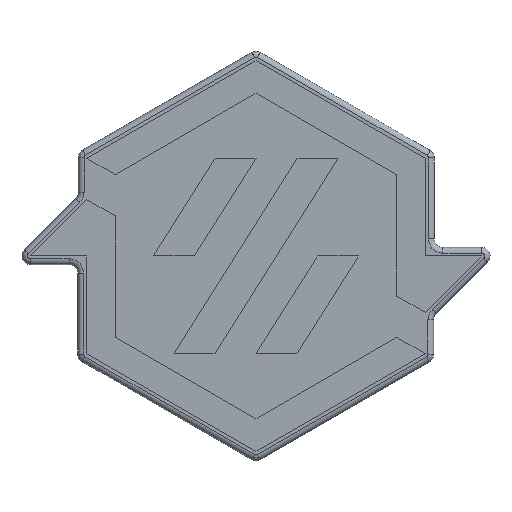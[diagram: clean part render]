
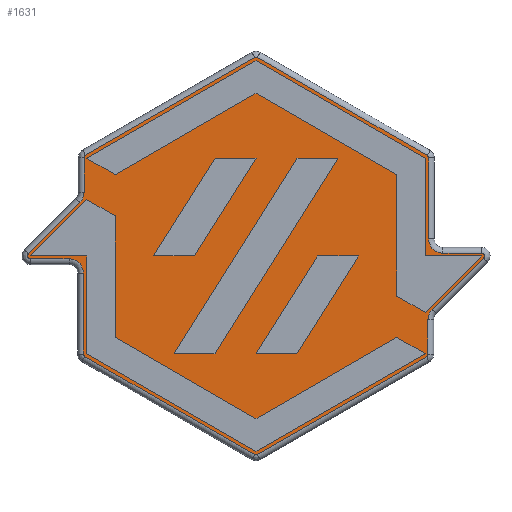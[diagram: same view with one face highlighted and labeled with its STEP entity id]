
A CAD part, front view. The second image highlights one B-rep face of the part: STEP entity #1631.
In plain terms, the highlighted planar face has unit normal (0, -1, 0).
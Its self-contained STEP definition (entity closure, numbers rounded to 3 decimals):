
#37=PLANE('',#1800);
#98=LINE('',#2409,#260);
#100=LINE('',#2429,#262);
#102=LINE('',#2441,#264);
#104=LINE('',#2467,#266);
#106=LINE('',#2479,#268);
#108=LINE('',#2499,#270);
#110=LINE('',#2519,#272);
#112=LINE('',#2539,#274);
#114=LINE('',#2551,#276);
#116=LINE('',#2577,#278);
#118=LINE('',#2589,#280);
#119=LINE('',#2605,#281);
#260=VECTOR('',#1901,10.);
#262=VECTOR('',#1913,10.);
#264=VECTOR('',#1927,10.);
#266=VECTOR('',#1939,10.);
#268=VECTOR('',#1953,10.);
#270=VECTOR('',#1965,10.);
#272=VECTOR('',#1977,10.);
#274=VECTOR('',#1989,10.);
#276=VECTOR('',#2003,10.);
#278=VECTOR('',#2015,10.);
#280=VECTOR('',#2029,10.);
#281=VECTOR('',#2038,10.);
#487=FACE_OUTER_BOUND('',#591,.T.);
#591=EDGE_LOOP('',(#1263,#1264,#1265,#1266,#1267,#1268,#1269,#1270,#1271,
#1272,#1273,#1274,#1275,#1276,#1277,#1278,#1279,#1280,#1281,#1282,#1283,
#1284,#1285,#1286));
#666=CIRCLE('',#1719,1.);
#672=CIRCLE('',#1726,1.);
#676=CIRCLE('',#1732,5.);
#680=CIRCLE('',#1737,1.);
#684=CIRCLE('',#1743,5.);
#688=CIRCLE('',#1748,1.);
#692=CIRCLE('',#1753,1.);
#696=CIRCLE('',#1758,1.);
#700=CIRCLE('',#1764,5.);
#704=CIRCLE('',#1769,1.);
#708=CIRCLE('',#1775,5.);
#712=CIRCLE('',#1780,1.);
#738=VERTEX_POINT('',#2397);
#739=VERTEX_POINT('',#2399);
#741=VERTEX_POINT('',#2405);
#743=VERTEX_POINT('',#2419);
#745=VERTEX_POINT('',#2425);
#747=VERTEX_POINT('',#2431);
#749=VERTEX_POINT('',#2437);
#751=VERTEX_POINT('',#2457);
#753=VERTEX_POINT('',#2463);
#755=VERTEX_POINT('',#2469);
#757=VERTEX_POINT('',#2475);
#759=VERTEX_POINT('',#2489);
#761=VERTEX_POINT('',#2495);
#763=VERTEX_POINT('',#2509);
#765=VERTEX_POINT('',#2515);
#767=VERTEX_POINT('',#2529);
#769=VERTEX_POINT('',#2535);
#771=VERTEX_POINT('',#2541);
#773=VERTEX_POINT('',#2547);
#775=VERTEX_POINT('',#2567);
#777=VERTEX_POINT('',#2573);
#779=VERTEX_POINT('',#2579);
#781=VERTEX_POINT('',#2585);
#783=VERTEX_POINT('',#2599);
#886=EDGE_CURVE('',#738,#739,#666,.T.);
#891=EDGE_CURVE('',#739,#741,#98,.T.);
#894=EDGE_CURVE('',#741,#743,#672,.T.);
#897=EDGE_CURVE('',#743,#745,#100,.T.);
#900=EDGE_CURVE('',#745,#747,#676,.T.);
#903=EDGE_CURVE('',#747,#749,#102,.T.);
#906=EDGE_CURVE('',#749,#751,#680,.T.);
#909=EDGE_CURVE('',#751,#753,#104,.T.);
#912=EDGE_CURVE('',#753,#755,#684,.T.);
#915=EDGE_CURVE('',#755,#757,#106,.T.);
#918=EDGE_CURVE('',#757,#759,#688,.T.);
#921=EDGE_CURVE('',#759,#761,#108,.T.);
#924=EDGE_CURVE('',#761,#763,#692,.T.);
#927=EDGE_CURVE('',#763,#765,#110,.T.);
#930=EDGE_CURVE('',#765,#767,#696,.T.);
#933=EDGE_CURVE('',#767,#769,#112,.T.);
#936=EDGE_CURVE('',#769,#771,#700,.T.);
#939=EDGE_CURVE('',#771,#773,#114,.T.);
#942=EDGE_CURVE('',#773,#775,#704,.T.);
#945=EDGE_CURVE('',#775,#777,#116,.T.);
#948=EDGE_CURVE('',#777,#779,#708,.T.);
#951=EDGE_CURVE('',#779,#781,#118,.T.);
#954=EDGE_CURVE('',#781,#783,#712,.T.);
#955=EDGE_CURVE('',#783,#738,#119,.T.);
#1263=ORIENTED_EDGE('',*,*,#886,.F.);
#1264=ORIENTED_EDGE('',*,*,#955,.F.);
#1265=ORIENTED_EDGE('',*,*,#954,.F.);
#1266=ORIENTED_EDGE('',*,*,#951,.F.);
#1267=ORIENTED_EDGE('',*,*,#948,.F.);
#1268=ORIENTED_EDGE('',*,*,#945,.F.);
#1269=ORIENTED_EDGE('',*,*,#942,.F.);
#1270=ORIENTED_EDGE('',*,*,#939,.F.);
#1271=ORIENTED_EDGE('',*,*,#936,.F.);
#1272=ORIENTED_EDGE('',*,*,#933,.F.);
#1273=ORIENTED_EDGE('',*,*,#930,.F.);
#1274=ORIENTED_EDGE('',*,*,#927,.F.);
#1275=ORIENTED_EDGE('',*,*,#924,.F.);
#1276=ORIENTED_EDGE('',*,*,#921,.F.);
#1277=ORIENTED_EDGE('',*,*,#918,.F.);
#1278=ORIENTED_EDGE('',*,*,#915,.F.);
#1279=ORIENTED_EDGE('',*,*,#912,.F.);
#1280=ORIENTED_EDGE('',*,*,#909,.F.);
#1281=ORIENTED_EDGE('',*,*,#906,.F.);
#1282=ORIENTED_EDGE('',*,*,#903,.F.);
#1283=ORIENTED_EDGE('',*,*,#900,.F.);
#1284=ORIENTED_EDGE('',*,*,#897,.F.);
#1285=ORIENTED_EDGE('',*,*,#894,.F.);
#1286=ORIENTED_EDGE('',*,*,#891,.F.);
#1631=ADVANCED_FACE('',(#487),#37,.T.);
#1719=AXIS2_PLACEMENT_3D('',#2400,#1890,#1891);
#1726=AXIS2_PLACEMENT_3D('',#2423,#1906,#1907);
#1732=AXIS2_PLACEMENT_3D('',#2435,#1920,#1921);
#1737=AXIS2_PLACEMENT_3D('',#2461,#1932,#1933);
#1743=AXIS2_PLACEMENT_3D('',#2473,#1946,#1947);
#1748=AXIS2_PLACEMENT_3D('',#2493,#1958,#1959);
#1753=AXIS2_PLACEMENT_3D('',#2513,#1970,#1971);
#1758=AXIS2_PLACEMENT_3D('',#2533,#1982,#1983);
#1764=AXIS2_PLACEMENT_3D('',#2545,#1996,#1997);
#1769=AXIS2_PLACEMENT_3D('',#2571,#2008,#2009);
#1775=AXIS2_PLACEMENT_3D('',#2583,#2022,#2023);
#1780=AXIS2_PLACEMENT_3D('',#2603,#2034,#2035);
#1800=AXIS2_PLACEMENT_3D('',#2657,#2095,#2096);
#1890=DIRECTION('center_axis',(0.,1.,0.));
#1891=DIRECTION('ref_axis',(0.,0.,1.));
#1901=DIRECTION('',(0.866,0.,-0.5));
#1906=DIRECTION('center_axis',(0.,1.,0.));
#1907=DIRECTION('ref_axis',(0.866,0.,0.5));
#1913=DIRECTION('',(0.,0.,-1.));
#1920=DIRECTION('center_axis',(0.,-1.,0.));
#1921=DIRECTION('ref_axis',(-0.707,0.,-0.707));
#1927=DIRECTION('',(1.,0.,0.));
#1932=DIRECTION('center_axis',(0.,1.,0.));
#1933=DIRECTION('ref_axis',(0.924,0.,0.383));
#1939=DIRECTION('',(-0.707,0.,-0.707));
#1946=DIRECTION('center_axis',(0.,-1.,0.));
#1947=DIRECTION('ref_axis',(-0.924,0.,0.383));
#1953=DIRECTION('',(0.,0.,-1.));
#1958=DIRECTION('center_axis',(0.,1.,0.));
#1959=DIRECTION('ref_axis',(0.866,0.,-0.5));
#1965=DIRECTION('',(-0.866,0.,-0.5));
#1970=DIRECTION('center_axis',(0.,1.,0.));
#1971=DIRECTION('ref_axis',(0.,0.,-1.));
#1977=DIRECTION('',(-0.866,0.,0.5));
#1982=DIRECTION('center_axis',(0.,1.,0.));
#1983=DIRECTION('ref_axis',(-0.866,0.,-0.5));
#1989=DIRECTION('',(0.,0.,1.));
#1996=DIRECTION('center_axis',(0.,-1.,0.));
#1997=DIRECTION('ref_axis',(0.707,0.,0.707));
#2003=DIRECTION('',(-1.,0.,0.));
#2008=DIRECTION('center_axis',(0.,1.,0.));
#2009=DIRECTION('ref_axis',(-0.924,0.,-0.383));
#2015=DIRECTION('',(0.707,0.,0.707));
#2022=DIRECTION('center_axis',(0.,-1.,0.));
#2023=DIRECTION('ref_axis',(0.924,0.,-0.383));
#2029=DIRECTION('',(0.,0.,1.));
#2034=DIRECTION('center_axis',(0.,1.,0.));
#2035=DIRECTION('ref_axis',(-0.866,0.,0.5));
#2038=DIRECTION('',(0.866,0.,0.5));
#2095=DIRECTION('center_axis',(0.,-1.,0.));
#2096=DIRECTION('ref_axis',(0.,0.,-1.));
#2397=CARTESIAN_POINT('',(-0.5,5.,169.571));
#2399=CARTESIAN_POINT('',(0.5,5.,169.571));
#2400=CARTESIAN_POINT('Origin',(0.,5.,168.705));
#2405=CARTESIAN_POINT('',(60.,5.,135.218));
#2409=CARTESIAN_POINT('',(45.875,5.,143.373));
#2419=CARTESIAN_POINT('',(60.5,5.,134.352));
#2423=CARTESIAN_POINT('Origin',(59.5,5.,134.352));
#2425=CARTESIAN_POINT('',(60.5,5.,106.));
#2429=CARTESIAN_POINT('',(60.5,5.,101.5));
#2431=CARTESIAN_POINT('',(65.5,5.,101.));
#2435=CARTESIAN_POINT('Origin',(65.5,5.,106.));
#2437=CARTESIAN_POINT('',(79.,5.,101.));
#2441=CARTESIAN_POINT('',(39.5,5.,101.));
#2457=CARTESIAN_POINT('',(79.707,5.,99.293));
#2461=CARTESIAN_POINT('Origin',(79.,5.,100.));
#2463=CARTESIAN_POINT('',(61.714,5.,81.3));
#2467=CARTESIAN_POINT('',(50.961,5.,70.547));
#2469=CARTESIAN_POINT('',(60.25,5.,77.765));
#2473=CARTESIAN_POINT('Origin',(65.25,5.,77.765));
#2475=CARTESIAN_POINT('',(60.25,5.,65.503));
#2479=CARTESIAN_POINT('',(60.25,5.,81.886));
#2489=CARTESIAN_POINT('',(59.75,5.,64.637));
#2493=CARTESIAN_POINT('Origin',(59.25,5.,65.503));
#2495=CARTESIAN_POINT('',(0.5,5.,30.429));
#2499=CARTESIAN_POINT('',(14.625,5.,38.584));
#2509=CARTESIAN_POINT('',(-0.5,5.,30.429));
#2513=CARTESIAN_POINT('Origin',(0.,5.,31.295));
#2515=CARTESIAN_POINT('',(-60.,5.,64.782));
#2519=CARTESIAN_POINT('',(-45.875,5.,56.627));
#2529=CARTESIAN_POINT('',(-60.5,5.,65.648));
#2533=CARTESIAN_POINT('Origin',(-59.5,5.,65.648));
#2535=CARTESIAN_POINT('',(-60.5,5.,94.));
#2539=CARTESIAN_POINT('',(-60.5,5.,98.5));
#2541=CARTESIAN_POINT('',(-65.5,5.,99.));
#2545=CARTESIAN_POINT('Origin',(-65.5,5.,94.));
#2547=CARTESIAN_POINT('',(-79.,5.,99.));
#2551=CARTESIAN_POINT('',(-39.5,5.,99.));
#2567=CARTESIAN_POINT('',(-79.707,5.,100.707));
#2571=CARTESIAN_POINT('Origin',(-79.,5.,100.));
#2573=CARTESIAN_POINT('',(-61.714,5.,118.7));
#2577=CARTESIAN_POINT('',(-50.961,5.,129.453));
#2579=CARTESIAN_POINT('',(-60.25,5.,122.235));
#2583=CARTESIAN_POINT('Origin',(-65.25,5.,122.235));
#2585=CARTESIAN_POINT('',(-60.25,5.,134.497));
#2589=CARTESIAN_POINT('',(-60.25,5.,118.114));
#2599=CARTESIAN_POINT('',(-59.75,5.,135.363));
#2603=CARTESIAN_POINT('Origin',(-59.25,5.,134.497));
#2605=CARTESIAN_POINT('',(-14.625,5.,161.416));
#2657=CARTESIAN_POINT('Origin',(0.,5.,100.));
